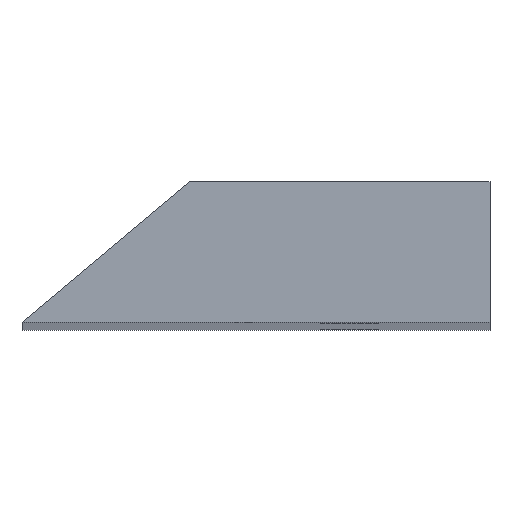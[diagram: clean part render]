
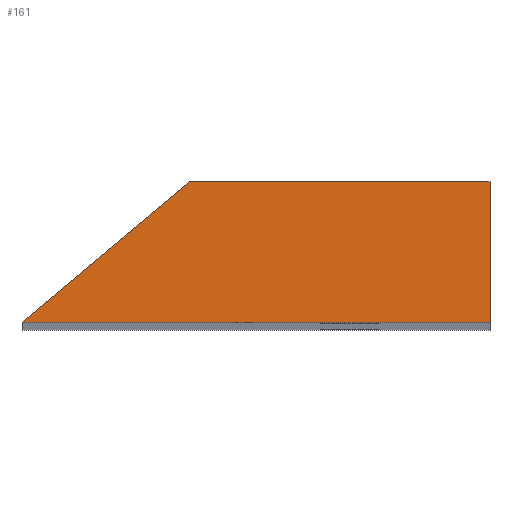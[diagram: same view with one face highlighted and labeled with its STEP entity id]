
A CAD part, top view. The second image highlights one B-rep face of the part: STEP entity #161.
In plain terms, the highlighted planar face has unit normal (0, 0, 1).
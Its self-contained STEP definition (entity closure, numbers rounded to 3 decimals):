
#23=PLANE('',#195);
#31=FACE_OUTER_BOUND('',#43,.T.);
#43=EDGE_LOOP('',(#145,#146,#147,#148));
#49=LINE('',#265,#63);
#52=LINE('',#271,#66);
#55=LINE('',#277,#69);
#58=LINE('',#281,#72);
#63=VECTOR('',#221,10.);
#66=VECTOR('',#226,10.);
#69=VECTOR('',#231,10.);
#72=VECTOR('',#236,10.);
#87=VERTEX_POINT('',#262);
#88=VERTEX_POINT('',#264);
#90=VERTEX_POINT('',#270);
#92=VERTEX_POINT('',#276);
#103=EDGE_CURVE('',#88,#87,#49,.T.);
#106=EDGE_CURVE('',#90,#88,#52,.T.);
#109=EDGE_CURVE('',#92,#90,#55,.T.);
#112=EDGE_CURVE('',#87,#92,#58,.T.);
#145=ORIENTED_EDGE('',*,*,#112,.T.);
#146=ORIENTED_EDGE('',*,*,#109,.T.);
#147=ORIENTED_EDGE('',*,*,#106,.T.);
#148=ORIENTED_EDGE('',*,*,#103,.T.);
#161=ADVANCED_FACE('',(#31),#23,.T.);
#195=AXIS2_PLACEMENT_3D('',#282,#237,#238);
#221=DIRECTION('',(-0.766,-0.643,0.));
#226=DIRECTION('',(-1.,0.,0.));
#231=DIRECTION('',(0.,1.,0.));
#236=DIRECTION('',(1.,0.,0.));
#237=DIRECTION('center_axis',(0.,0.,1.));
#238=DIRECTION('ref_axis',(1.,0.,0.));
#262=CARTESIAN_POINT('',(0.,0.,200.));
#264=CARTESIAN_POINT('',(7.151,6.,200.));
#265=CARTESIAN_POINT('',(7.151,6.,200.));
#270=CARTESIAN_POINT('',(20.,6.,200.));
#271=CARTESIAN_POINT('',(20.,6.,200.));
#276=CARTESIAN_POINT('',(20.,0.,200.));
#277=CARTESIAN_POINT('',(20.,0.,200.));
#281=CARTESIAN_POINT('',(0.,0.,200.));
#282=CARTESIAN_POINT('Origin',(10.,3.,200.));
